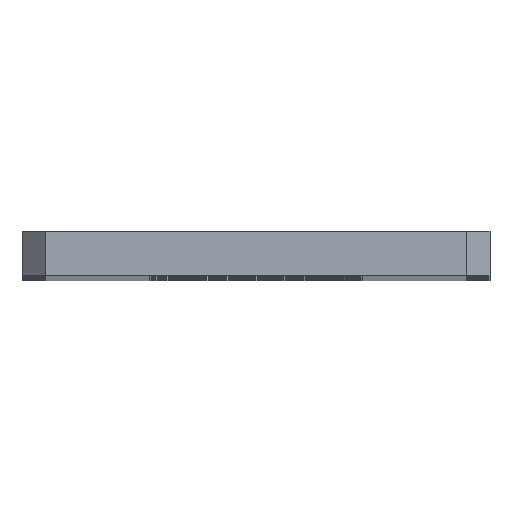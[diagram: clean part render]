
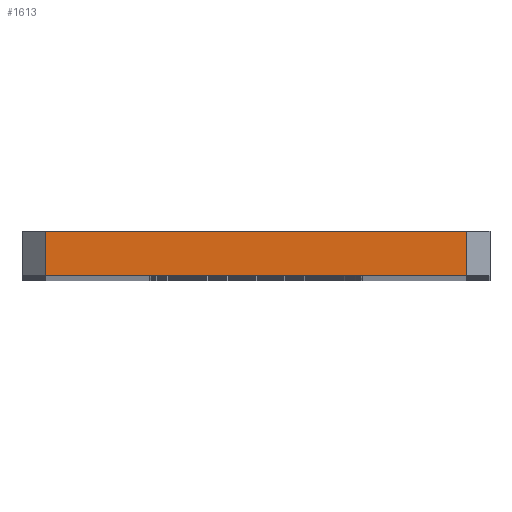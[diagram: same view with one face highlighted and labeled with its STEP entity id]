
A CAD part, top view. The second image highlights one B-rep face of the part: STEP entity #1613.
In plain terms, the highlighted planar face has unit normal (0, 0, 1).
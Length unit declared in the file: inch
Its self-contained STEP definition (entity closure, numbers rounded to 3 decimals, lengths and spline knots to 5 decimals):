
#57=PLANE('',#1747);
#131=FACE_OUTER_BOUND('',#225,.T.);
#225=EDGE_LOOP('',(#1403,#1404,#1405,#1406));
#312=LINE('',#2389,#508);
#367=LINE('',#2500,#563);
#441=LINE('',#2627,#637);
#442=LINE('',#2628,#638);
#508=VECTOR('',#1938,0.36);
#563=VECTOR('',#1995,0.36);
#637=VECTOR('',#2111,0.038);
#638=VECTOR('',#2112,0.038);
#774=VERTEX_POINT('',#2386);
#775=VERTEX_POINT('',#2388);
#829=VERTEX_POINT('',#2497);
#830=VERTEX_POINT('',#2499);
#948=EDGE_CURVE('',#774,#775,#312,.T.);
#1003=EDGE_CURVE('',#830,#829,#367,.T.);
#1077=EDGE_CURVE('',#829,#775,#441,.T.);
#1078=EDGE_CURVE('',#774,#830,#442,.T.);
#1403=ORIENTED_EDGE('',*,*,#1003,.T.);
#1404=ORIENTED_EDGE('',*,*,#1077,.T.);
#1405=ORIENTED_EDGE('',*,*,#948,.F.);
#1406=ORIENTED_EDGE('',*,*,#1078,.T.);
#1613=ADVANCED_FACE('',(#131),#57,.F.);
#1747=AXIS2_PLACEMENT_3D('',#2626,#2109,#2110);
#1938=DIRECTION('',(1.,0.,0.));
#1995=DIRECTION('',(1.,0.,0.));
#2109=DIRECTION('center_axis',(0.,0.,-1.));
#2110=DIRECTION('ref_axis',(-1.,0.,0.));
#2111=DIRECTION('',(0.,1.,0.));
#2112=DIRECTION('',(0.,-1.,0.));
#2386=CARTESIAN_POINT('',(-0.18,0.038,1.25));
#2388=CARTESIAN_POINT('',(0.18,0.038,1.25));
#2389=CARTESIAN_POINT('',(-0.18,0.038,1.25));
#2497=CARTESIAN_POINT('',(0.18,0.,1.25));
#2499=CARTESIAN_POINT('',(-0.18,0.,1.25));
#2500=CARTESIAN_POINT('',(-0.18,0.,1.25));
#2626=CARTESIAN_POINT('Origin',(-0.2,0.038,1.25));
#2627=CARTESIAN_POINT('',(0.18,0.,1.25));
#2628=CARTESIAN_POINT('',(-0.18,0.038,1.25));
